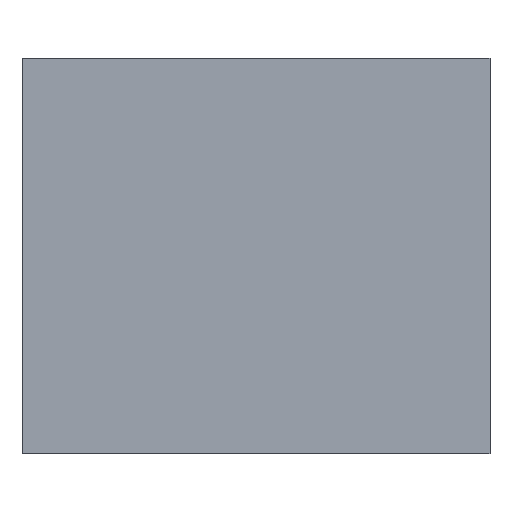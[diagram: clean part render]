
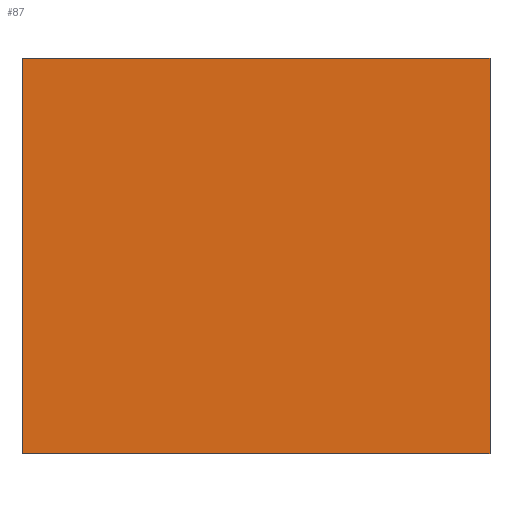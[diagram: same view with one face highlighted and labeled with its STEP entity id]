
A CAD part, left-side view. The second image highlights one B-rep face of the part: STEP entity #87.
In plain terms, the highlighted planar face has unit normal (-1, 0, 0).
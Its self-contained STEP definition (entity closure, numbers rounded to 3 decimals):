
#83 = PLANE ( 'NONE',  #2269 ) ;
#87 = ADVANCED_FACE ( 'NONE', ( #1161 ), #83, .T. ) ;
#161 = VECTOR ( 'NONE', #1307, 1000. ) ;
#255 = VERTEX_POINT ( 'NONE', #1815 ) ;
#303 = EDGE_CURVE ( 'NONE', #255, #823, #647, .T. ) ;
#432 = CARTESIAN_POINT ( 'NONE',  ( -2., -6., 22. ) ) ;
#524 = ORIENTED_EDGE ( 'NONE', *, *, #2350, .T. ) ;
#528 = CARTESIAN_POINT ( 'NONE',  ( -2., 20., 22. ) ) ;
#628 = CARTESIAN_POINT ( 'NONE',  ( -2., 0., 0. ) ) ;
#636 = EDGE_CURVE ( 'NONE', #847, #823, #1020, .T. ) ;
#647 = LINE ( 'NONE', #946, #161 ) ;
#651 = CARTESIAN_POINT ( 'NONE',  ( -2., 20., 0. ) ) ;
#743 = VECTOR ( 'NONE', #1928, 1000. ) ;
#823 = VERTEX_POINT ( 'NONE', #1151 ) ;
#840 = ORIENTED_EDGE ( 'NONE', *, *, #636, .F. ) ;
#847 = VERTEX_POINT ( 'NONE', #432 ) ;
#870 = EDGE_LOOP ( 'NONE', ( #1464, #840, #524, #1826 ) ) ;
#946 = CARTESIAN_POINT ( 'NONE',  ( -2., 20., 0. ) ) ;
#1006 = DIRECTION ( 'NONE',  ( 0., 0., 1. ) ) ;
#1020 = LINE ( 'NONE', #2250, #2098 ) ;
#1142 = VECTOR ( 'NONE', #1239, 1000. ) ;
#1151 = CARTESIAN_POINT ( 'NONE',  ( -2., -6., 0. ) ) ;
#1161 = FACE_OUTER_BOUND ( 'NONE', #870, .T. ) ;
#1239 = DIRECTION ( 'NONE',  ( 0., 1., 0. ) ) ;
#1307 = DIRECTION ( 'NONE',  ( 0., -1., 0. ) ) ;
#1464 = ORIENTED_EDGE ( 'NONE', *, *, #303, .T. ) ;
#1609 = VERTEX_POINT ( 'NONE', #2227 ) ;
#1711 = DIRECTION ( 'NONE',  ( 0., 0., -1. ) ) ;
#1815 = CARTESIAN_POINT ( 'NONE',  ( -2., 20., 0. ) ) ;
#1826 = ORIENTED_EDGE ( 'NONE', *, *, #1878, .T. ) ;
#1835 = LINE ( 'NONE', #528, #1142 ) ;
#1878 = EDGE_CURVE ( 'NONE', #1609, #255, #2241, .T. ) ;
#1895 = DIRECTION ( 'NONE',  ( -1., 0., 0. ) ) ;
#1928 = DIRECTION ( 'NONE',  ( 0., 0., -1. ) ) ;
#2098 = VECTOR ( 'NONE', #1711, 1000. ) ;
#2227 = CARTESIAN_POINT ( 'NONE',  ( -2., 20., 22. ) ) ;
#2241 = LINE ( 'NONE', #651, #743 ) ;
#2250 = CARTESIAN_POINT ( 'NONE',  ( -2., -6., 22. ) ) ;
#2269 = AXIS2_PLACEMENT_3D ( 'NONE', #628, #1895, #1006 ) ;
#2350 = EDGE_CURVE ( 'NONE', #847, #1609, #1835, .T. ) ;
